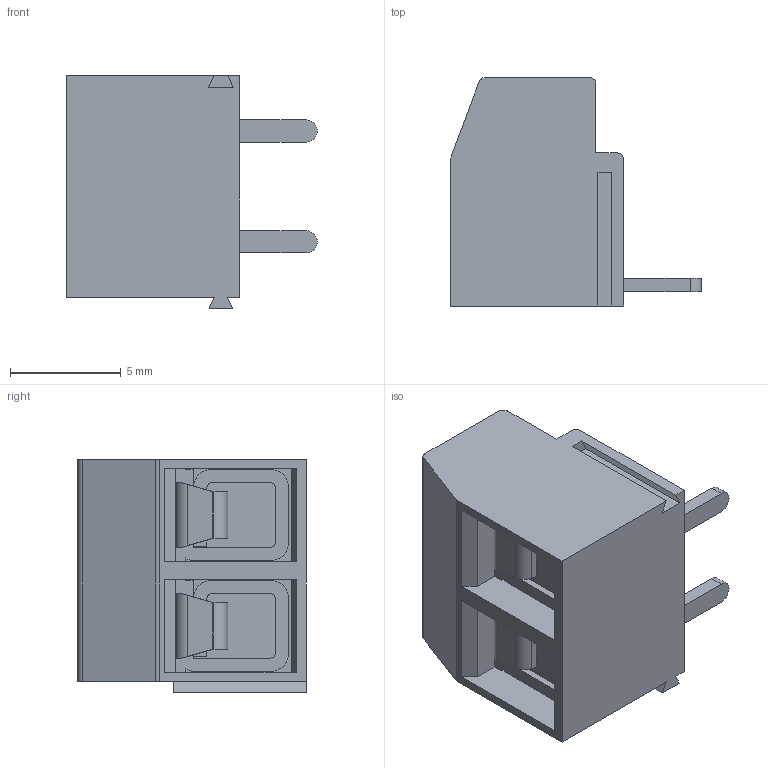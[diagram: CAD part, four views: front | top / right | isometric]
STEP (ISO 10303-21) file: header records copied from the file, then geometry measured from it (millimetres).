
FILE_DESCRIPTION (( 'STEP AP214' ), '1' );
FILE_NAME ('CUI_DEVICES_TB003V-500-P02BE.step', '2019-10-21T08:19:33', ( '' ), ( '' ), 'SwSTEP 2.0', 'SolidWorks 2019', '' );
FILE_SCHEMA (( 'AUTOMOTIVE_DESIGN' ));
Length unit declared in the file: millimetre
Products named in the file (2): TB003V-500-02P_Blue - P; CUI_DEVICES_TB003V-500-P02BE
Assembly tree (1 placements, depth 2):
  CUI_DEVICES_TB003V-500-P02BE
    TB003V-500-02P_Blue - P
Bounding box: 11.3 x 10.3 x 10.5 mm (x, y, z)
Volume: 641.4 mm3; surface area: 752.6 mm2
Topology: 3 solids, 3 shells, 171 faces, 463 edges, 306 vertices
Faces by surface type: plane 115, cylinder 40, torus 8, cone 4, bspline 4
Entity records: 6476 total; most frequent: CARTESIAN_POINT 1658, ORIENTED_EDGE 926, DIRECTION 859, EDGE_CURVE 463, LINE 325, VECTOR 325, VERTEX_POINT 306, AXIS2_PLACEMENT_3D 267
